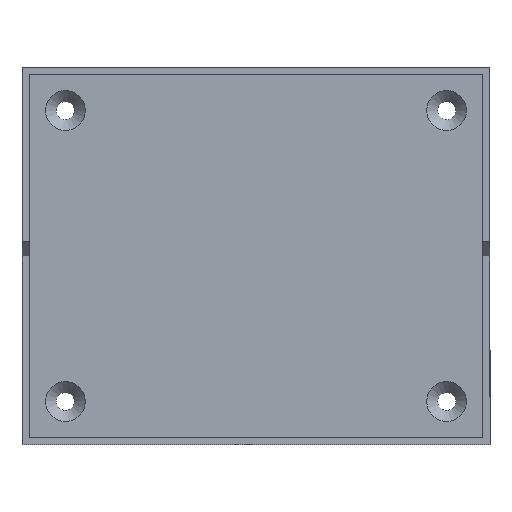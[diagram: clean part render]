
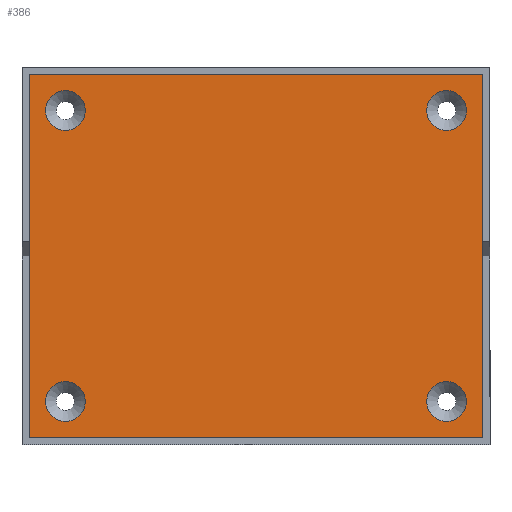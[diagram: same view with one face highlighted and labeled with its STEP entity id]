
A CAD part, top view. The second image highlights one B-rep face of the part: STEP entity #386.
In plain terms, the highlighted planar face has unit normal (0, 0, 1).
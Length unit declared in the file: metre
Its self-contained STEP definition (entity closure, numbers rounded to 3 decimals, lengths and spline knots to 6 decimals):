
#22=CIRCLE('',#424,0.0055);
#23=CIRCLE('',#425,0.0055);
#24=CIRCLE('',#426,0.0055);
#25=CIRCLE('',#427,0.0055);
#102=ORIENTED_EDGE('',*,*,#166,.T.);
#103=ORIENTED_EDGE('',*,*,#167,.T.);
#104=ORIENTED_EDGE('',*,*,#168,.T.);
#105=ORIENTED_EDGE('',*,*,#169,.T.);
#106=ORIENTED_EDGE('',*,*,#152,.F.);
#107=ORIENTED_EDGE('',*,*,#142,.F.);
#108=ORIENTED_EDGE('',*,*,#160,.F.);
#109=ORIENTED_EDGE('',*,*,#156,.F.);
#142=EDGE_CURVE('',#188,#189,#226,.T.);
#152=EDGE_CURVE('',#189,#195,#236,.F.);
#156=EDGE_CURVE('',#195,#198,#238,.F.);
#160=EDGE_CURVE('',#198,#188,#242,.T.);
#166=EDGE_CURVE('',#202,#202,#22,.T.);
#167=EDGE_CURVE('',#203,#203,#23,.T.);
#168=EDGE_CURVE('',#204,#204,#24,.T.);
#169=EDGE_CURVE('',#205,#205,#25,.T.);
#188=VERTEX_POINT('',#574);
#189=VERTEX_POINT('',#576);
#195=VERTEX_POINT('',#594);
#198=VERTEX_POINT('',#602);
#202=VERTEX_POINT('',#624);
#203=VERTEX_POINT('',#626);
#204=VERTEX_POINT('',#628);
#205=VERTEX_POINT('',#630);
#226=LINE('',#575,#262);
#236=LINE('',#593,#272);
#238=LINE('',#601,#274);
#242=LINE('',#608,#278);
#262=VECTOR('',#463,1.);
#272=VECTOR('',#477,1.);
#274=VECTOR('',#485,1.);
#278=VECTOR('',#491,1.);
#302=EDGE_LOOP('',(#102));
#303=EDGE_LOOP('',(#103));
#304=EDGE_LOOP('',(#104));
#305=EDGE_LOOP('',(#105));
#306=EDGE_LOOP('',(#106,#107,#108,#109));
#340=FACE_BOUND('',#302,.T.);
#341=FACE_BOUND('',#303,.T.);
#342=FACE_BOUND('',#304,.T.);
#343=FACE_BOUND('',#305,.T.);
#344=FACE_BOUND('',#306,.T.);
#370=PLANE('',#423);
#386=ADVANCED_FACE('',(#340,#341,#342,#343,#344),#370,.T.);
#423=AXIS2_PLACEMENT_3D('',#622,#511,#512);
#424=AXIS2_PLACEMENT_3D('',#623,#513,#514);
#425=AXIS2_PLACEMENT_3D('',#625,#515,#516);
#426=AXIS2_PLACEMENT_3D('',#627,#517,#518);
#427=AXIS2_PLACEMENT_3D('',#629,#519,#520);
#463=DIRECTION('',(-1.,0.,0.));
#477=DIRECTION('',(0.,-1.,0.));
#485=DIRECTION('',(-1.,0.,0.));
#491=DIRECTION('',(0.,-1.,0.));
#511=DIRECTION('',(0.,0.,1.));
#512=DIRECTION('',(1.,0.,0.));
#513=DIRECTION('',(0.,0.,-1.));
#514=DIRECTION('',(-1.,0.,0.));
#515=DIRECTION('',(0.,0.,-1.));
#516=DIRECTION('',(-1.,0.,0.));
#517=DIRECTION('',(0.,0.,-1.));
#518=DIRECTION('',(-1.,0.,0.));
#519=DIRECTION('',(0.,0.,-1.));
#520=DIRECTION('',(-1.,0.,0.));
#574=CARTESIAN_POINT('',(0.,-0.1005,0.));
#575=CARTESIAN_POINT('',(-0.028807,-0.1005,0.));
#576=CARTESIAN_POINT('',(-0.1255,-0.1005,0.));
#593=CARTESIAN_POINT('',(-0.1255,-0.044695,0.));
#594=CARTESIAN_POINT('',(-0.1255,0.,0.));
#601=CARTESIAN_POINT('',(-0.028807,0.,0.));
#602=CARTESIAN_POINT('',(0.,0.,0.));
#608=CARTESIAN_POINT('',(0.,-0.044695,0.));
#622=CARTESIAN_POINT('',(-0.06275,-0.05025,0.));
#623=CARTESIAN_POINT('',(-0.1155,-0.0905,0.));
#624=CARTESIAN_POINT('',(-0.121,-0.0905,0.));
#625=CARTESIAN_POINT('',(-0.01,-0.01,0.));
#626=CARTESIAN_POINT('',(-0.0155,-0.01,0.));
#627=CARTESIAN_POINT('',(-0.1155,-0.01,0.));
#628=CARTESIAN_POINT('',(-0.121,-0.01,0.));
#629=CARTESIAN_POINT('',(-0.01,-0.0905,0.));
#630=CARTESIAN_POINT('',(-0.0155,-0.0905,0.));
